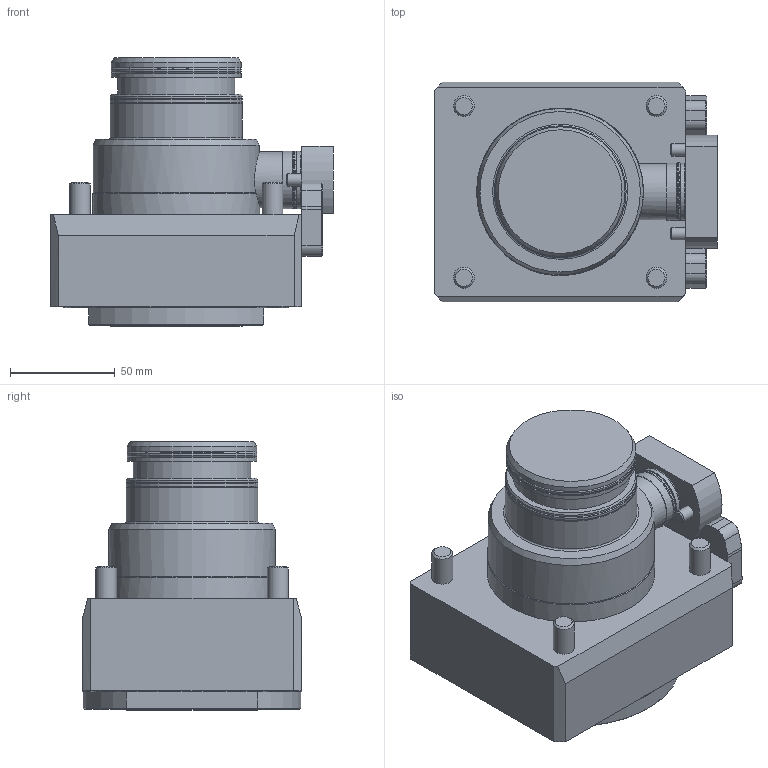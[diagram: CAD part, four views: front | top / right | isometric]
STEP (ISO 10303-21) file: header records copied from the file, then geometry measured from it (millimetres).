
FILE_DESCRIPTION(/* description */ (''),/* implementation_level */ '2;1');
FILE_NAME(/* name */ '1616148099199.stp',/* time_stamp */ '2021-03-19T11:01:46+01:00',/* author */ (''),/* organization */ ('SMS'),/* preprocessor_version */ 'ST-DEVELOPER v16.7',/* originating_system */ 'SIEMENS PLM Software NX 12.0',/* authorisation */ '');
FILE_SCHEMA (('AUTOMOTIVE_DESIGN { 1 0 10303 214 3 1 1 1 }'));
Length unit declared in the file: millimetre
Products named in the file (1): 203437524mod000_00
Bounding box: 135.1 x 105 x 128.5 mm (x, y, z)
Volume: 923963 mm3; surface area: 82520.7 mm2
Topology: 1 solids, 1 shells, 169 faces, 378 edges, 248 vertices
Faces by surface type: plane 75, cylinder 54, cone 26, torus 13, bspline 1
Full cylindrical faces by diameter (mm): 4 x1, 6 x2, 8 x4, 10 x4, 26.8 x1, 27.4 x2, 27.6 x1, 48.5 x1, 56 x1, 58.8 x1, 59.8 x1, 62 x3, 63 x4, 79.5 x1, 80 x1
Entity records: 4643 total; most frequent: CARTESIAN_POINT 1059, DIRECTION 784, ORIENTED_EDGE 610, AXIS2_PLACEMENT_3D 331, EDGE_CURVE 305, EDGE_LOOP 254, VERTEX_POINT 223, ADVANCED_FACE 169
